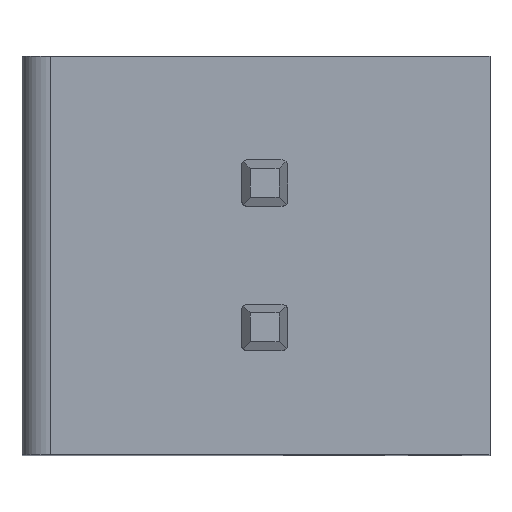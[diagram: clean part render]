
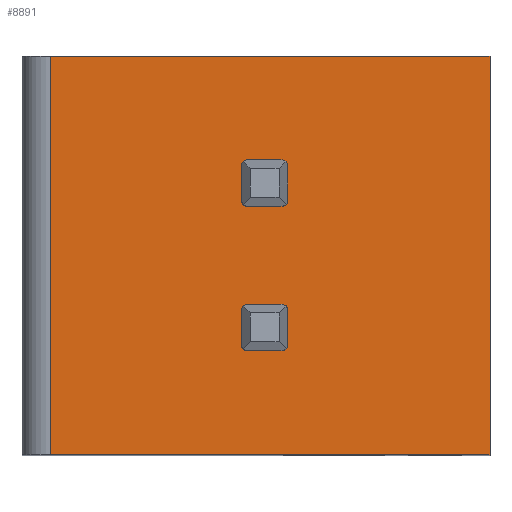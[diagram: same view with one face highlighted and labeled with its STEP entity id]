
A CAD part, top view. The second image highlights one B-rep face of the part: STEP entity #8891.
In plain terms, the highlighted planar face has unit normal (0, 0, 1).
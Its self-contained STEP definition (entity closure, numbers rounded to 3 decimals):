
#84=CIRCLE('',#9351,0.1);
#85=CIRCLE('',#9356,0.1);
#86=CIRCLE('',#9361,0.1);
#87=CIRCLE('',#9366,0.1);
#97=CIRCLE('',#9429,0.1);
#98=CIRCLE('',#9430,0.1);
#99=CIRCLE('',#9431,0.1);
#100=CIRCLE('',#9432,0.1);
#376=ORIENTED_EDGE('',*,*,#2891,.T.);
#377=ORIENTED_EDGE('',*,*,#2892,.T.);
#378=ORIENTED_EDGE('',*,*,#2893,.T.);
#379=ORIENTED_EDGE('',*,*,#2894,.T.);
#380=ORIENTED_EDGE('',*,*,#2895,.T.);
#381=ORIENTED_EDGE('',*,*,#2896,.T.);
#382=ORIENTED_EDGE('',*,*,#2897,.T.);
#383=ORIENTED_EDGE('',*,*,#2898,.T.);
#384=ORIENTED_EDGE('',*,*,#2890,.T.);
#385=ORIENTED_EDGE('',*,*,#2899,.F.);
#386=ORIENTED_EDGE('',*,*,#2900,.F.);
#387=ORIENTED_EDGE('',*,*,#2876,.T.);
#388=ORIENTED_EDGE('',*,*,#2756,.T.);
#389=ORIENTED_EDGE('',*,*,#2760,.T.);
#390=ORIENTED_EDGE('',*,*,#2764,.T.);
#391=ORIENTED_EDGE('',*,*,#2767,.T.);
#392=ORIENTED_EDGE('',*,*,#2771,.T.);
#393=ORIENTED_EDGE('',*,*,#2774,.T.);
#394=ORIENTED_EDGE('',*,*,#2778,.T.);
#395=ORIENTED_EDGE('',*,*,#2781,.T.);
#2756=EDGE_CURVE('',#4062,#4060,#84,.T.);
#2760=EDGE_CURVE('',#4060,#4065,#4931,.T.);
#2764=EDGE_CURVE('',#4065,#4067,#85,.T.);
#2767=EDGE_CURVE('',#4067,#4070,#4935,.T.);
#2771=EDGE_CURVE('',#4070,#4072,#86,.T.);
#2774=EDGE_CURVE('',#4072,#4075,#4939,.T.);
#2778=EDGE_CURVE('',#4075,#4077,#87,.T.);
#2781=EDGE_CURVE('',#4077,#4062,#4943,.T.);
#2876=EDGE_CURVE('',#4143,#4141,#5022,.T.);
#2890=EDGE_CURVE('',#4141,#4152,#5035,.T.);
#2891=EDGE_CURVE('',#4153,#4154,#97,.T.);
#2892=EDGE_CURVE('',#4154,#4155,#5036,.T.);
#2893=EDGE_CURVE('',#4155,#4156,#98,.T.);
#2894=EDGE_CURVE('',#4156,#4157,#5037,.T.);
#2895=EDGE_CURVE('',#4157,#4158,#99,.T.);
#2896=EDGE_CURVE('',#4158,#4159,#5038,.T.);
#2897=EDGE_CURVE('',#4159,#4160,#100,.T.);
#2898=EDGE_CURVE('',#4160,#4153,#5039,.T.);
#2899=EDGE_CURVE('',#4161,#4152,#5040,.T.);
#2900=EDGE_CURVE('',#4143,#4161,#5041,.T.);
#4060=VERTEX_POINT('',#12277);
#4062=VERTEX_POINT('',#12280);
#4065=VERTEX_POINT('',#12288);
#4067=VERTEX_POINT('',#12294);
#4070=VERTEX_POINT('',#12302);
#4072=VERTEX_POINT('',#12308);
#4075=VERTEX_POINT('',#12316);
#4077=VERTEX_POINT('',#12322);
#4141=VERTEX_POINT('',#12522);
#4143=VERTEX_POINT('',#12525);
#4152=VERTEX_POINT('',#12551);
#4153=VERTEX_POINT('',#12555);
#4154=VERTEX_POINT('',#12556);
#4155=VERTEX_POINT('',#12558);
#4156=VERTEX_POINT('',#12560);
#4157=VERTEX_POINT('',#12562);
#4158=VERTEX_POINT('',#12564);
#4159=VERTEX_POINT('',#12566);
#4160=VERTEX_POINT('',#12568);
#4161=VERTEX_POINT('',#12571);
#4931=LINE('',#12287,#6156);
#4935=LINE('',#12301,#6160);
#4939=LINE('',#12315,#6164);
#4943=LINE('',#12329,#6168);
#5022=LINE('',#12524,#6247);
#5035=LINE('',#12552,#6260);
#5036=LINE('',#12557,#6261);
#5037=LINE('',#12561,#6262);
#5038=LINE('',#12565,#6263);
#5039=LINE('',#12569,#6264);
#5040=LINE('',#12570,#6265);
#5041=LINE('',#12572,#6266);
#6156=VECTOR('',#9932,1000.);
#6160=VECTOR('',#9946,1000.);
#6164=VECTOR('',#9960,1000.);
#6168=VECTOR('',#9974,1000.);
#6247=VECTOR('',#10159,1000.);
#6260=VECTOR('',#10182,1000.);
#6261=VECTOR('',#10187,1000.);
#6262=VECTOR('',#10190,1000.);
#6263=VECTOR('',#10193,1000.);
#6264=VECTOR('',#10196,1000.);
#6265=VECTOR('',#10197,1000.);
#6266=VECTOR('',#10198,1000.);
#7428=EDGE_LOOP('',(#376,#377,#378,#379,#380,#381,#382,#383));
#7429=EDGE_LOOP('',(#384,#385,#386,#387));
#7430=EDGE_LOOP('',(#388,#389,#390,#391,#392,#393,#394,#395));
#7934=FACE_BOUND('',#7428,.T.);
#7935=FACE_BOUND('',#7429,.T.);
#7936=FACE_BOUND('',#7430,.T.);
#8426=PLANE('',#9428);
#8891=ADVANCED_FACE('',(#7934,#7935,#7936),#8426,.T.);
#9351=AXIS2_PLACEMENT_3D('',#12279,#9923,#9924);
#9356=AXIS2_PLACEMENT_3D('',#12296,#9938,#9939);
#9361=AXIS2_PLACEMENT_3D('',#12310,#9952,#9953);
#9366=AXIS2_PLACEMENT_3D('',#12324,#9966,#9967);
#9428=AXIS2_PLACEMENT_3D('',#12553,#10183,#10184);
#9429=AXIS2_PLACEMENT_3D('',#12554,#10185,#10186);
#9430=AXIS2_PLACEMENT_3D('',#12559,#10188,#10189);
#9431=AXIS2_PLACEMENT_3D('',#12563,#10191,#10192);
#9432=AXIS2_PLACEMENT_3D('',#12567,#10194,#10195);
#9923=DIRECTION('',(0.,0.,-1.));
#9924=DIRECTION('',(-1.,0.,0.));
#9932=DIRECTION('',(1.,0.,0.));
#9938=DIRECTION('',(0.,0.,-1.));
#9939=DIRECTION('',(-1.,0.,0.));
#9946=DIRECTION('',(0.,-1.,0.));
#9952=DIRECTION('',(0.,0.,-1.));
#9953=DIRECTION('',(-1.,0.,0.));
#9960=DIRECTION('',(-1.,0.,0.));
#9966=DIRECTION('',(0.,0.,-1.));
#9967=DIRECTION('',(-1.,0.,0.));
#9974=DIRECTION('',(0.,1.,0.));
#10159=DIRECTION('',(-1.,0.,0.));
#10182=DIRECTION('',(0.,-1.,0.));
#10183=DIRECTION('',(0.,0.,1.));
#10184=DIRECTION('',(1.,0.,0.));
#10185=DIRECTION('',(0.,0.,-1.));
#10186=DIRECTION('',(-1.,0.,0.));
#10187=DIRECTION('',(0.,-1.,0.));
#10188=DIRECTION('',(0.,0.,-1.));
#10189=DIRECTION('',(-1.,0.,0.));
#10190=DIRECTION('',(-1.,0.,0.));
#10191=DIRECTION('',(0.,0.,-1.));
#10192=DIRECTION('',(-1.,0.,0.));
#10193=DIRECTION('',(0.,1.,0.));
#10194=DIRECTION('',(0.,0.,-1.));
#10195=DIRECTION('',(-1.,0.,0.));
#10196=DIRECTION('',(1.,0.,0.));
#10197=DIRECTION('',(-1.,0.,0.));
#10198=DIRECTION('',(0.,-1.,0.));
#12277=CARTESIAN_POINT('',(-4.2,-1.8,0.));
#12279=CARTESIAN_POINT('',(-4.2,-1.9,0.));
#12280=CARTESIAN_POINT('',(-4.3,-1.9,0.));
#12287=CARTESIAN_POINT('',(-4.3,-1.8,0.));
#12288=CARTESIAN_POINT('',(-3.6,-1.8,0.));
#12294=CARTESIAN_POINT('',(-3.5,-1.9,0.));
#12296=CARTESIAN_POINT('',(-3.6,-1.9,0.));
#12301=CARTESIAN_POINT('',(-3.5,-43.45,0.));
#12302=CARTESIAN_POINT('',(-3.5,-2.5,0.));
#12308=CARTESIAN_POINT('',(-3.6,-2.6,0.));
#12310=CARTESIAN_POINT('',(-3.6,-2.5,0.));
#12315=CARTESIAN_POINT('',(-3.5,-2.6,0.));
#12316=CARTESIAN_POINT('',(-4.2,-2.6,0.));
#12322=CARTESIAN_POINT('',(-4.3,-2.5,0.));
#12324=CARTESIAN_POINT('',(-4.2,-2.5,0.));
#12329=CARTESIAN_POINT('',(-4.3,-43.45,0.));
#12522=CARTESIAN_POINT('',(-7.6,0.,0.));
#12524=CARTESIAN_POINT('',(-8.1,0.,0.));
#12525=CARTESIAN_POINT('',(0.,0.,0.));
#12551=CARTESIAN_POINT('',(-7.6,-6.9,0.));
#12552=CARTESIAN_POINT('',(-7.6,-43.45,0.));
#12553=CARTESIAN_POINT('',(-8.1,-43.45,0.));
#12554=CARTESIAN_POINT('',(-3.6,-4.4,0.));
#12555=CARTESIAN_POINT('',(-3.6,-4.3,0.));
#12556=CARTESIAN_POINT('',(-3.5,-4.4,0.));
#12557=CARTESIAN_POINT('',(-3.5,-40.95,0.));
#12558=CARTESIAN_POINT('',(-3.5,-5.,0.));
#12559=CARTESIAN_POINT('',(-3.6,-5.,0.));
#12560=CARTESIAN_POINT('',(-3.6,-5.1,0.));
#12561=CARTESIAN_POINT('',(-3.5,-5.1,0.));
#12562=CARTESIAN_POINT('',(-4.2,-5.1,0.));
#12563=CARTESIAN_POINT('',(-4.2,-5.,0.));
#12564=CARTESIAN_POINT('',(-4.3,-5.,0.));
#12565=CARTESIAN_POINT('',(-4.3,-40.95,0.));
#12566=CARTESIAN_POINT('',(-4.3,-4.4,0.));
#12567=CARTESIAN_POINT('',(-4.2,-4.4,0.));
#12568=CARTESIAN_POINT('',(-4.2,-4.3,0.));
#12569=CARTESIAN_POINT('',(-4.3,-4.3,0.));
#12570=CARTESIAN_POINT('',(-3.9,-6.9,0.));
#12571=CARTESIAN_POINT('',(0.,-6.9,0.));
#12572=CARTESIAN_POINT('',(0.,-35.95,0.));
